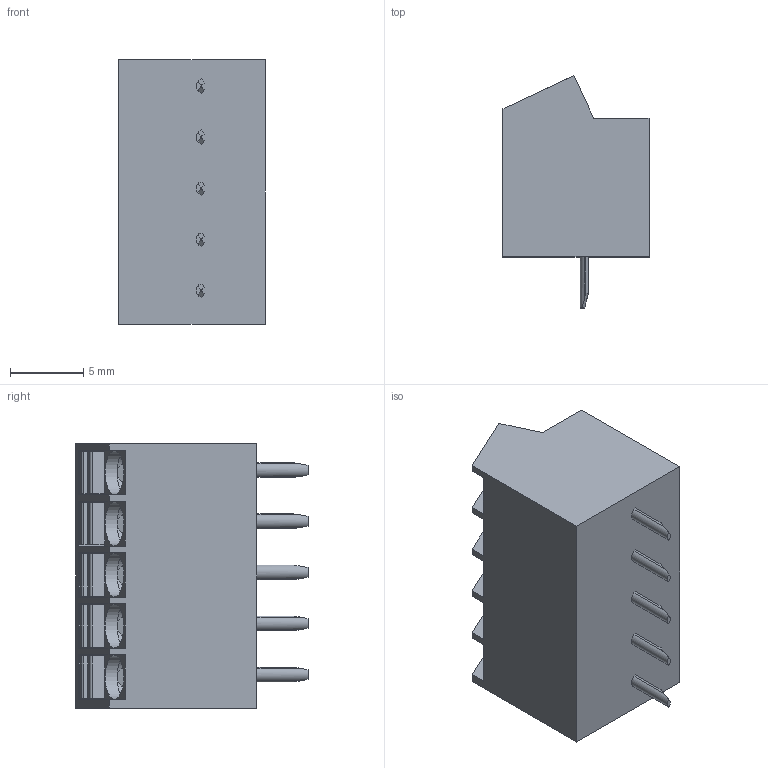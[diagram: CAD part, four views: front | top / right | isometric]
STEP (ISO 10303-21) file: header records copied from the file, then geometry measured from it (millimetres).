
FILE_DESCRIPTION((''),'2;1');
FILE_NAME('PRT0007','2024-09-25T',('sj'),(''),'PRO/ENGINEER BY PARAMETRIC TECHNOLOGY CORPORATION, 2013240','PRO/ENGINEER BY PARAMETRIC TECHNOLOGY CORPORATION, 2013240','');
FILE_SCHEMA(('AUTOMOTIVE_DESIGN_CC2 { 1 2 10303 214 -1 1 5 2 }'));
Length unit declared in the file: millimetre
Products named in the file (1): PRT0007
Bounding box: 10 x 15.9 x 18.1 mm (x, y, z)
Volume: 1793.4 mm3; surface area: 1305.4 mm2
Topology: 1 solids, 1 shells, 239 faces, 620 edges, 398 vertices
Faces by surface type: plane 161, cylinder 50, cone 28
Entity records: 7472 total; most frequent: CARTESIAN_POINT 1646, ORIENTED_EDGE 1240, DIRECTION 1143, EDGE_CURVE 620, VECTOR 439, LINE 439, VERTEX_POINT 398, AXIS2_PLACEMENT_3D 352
